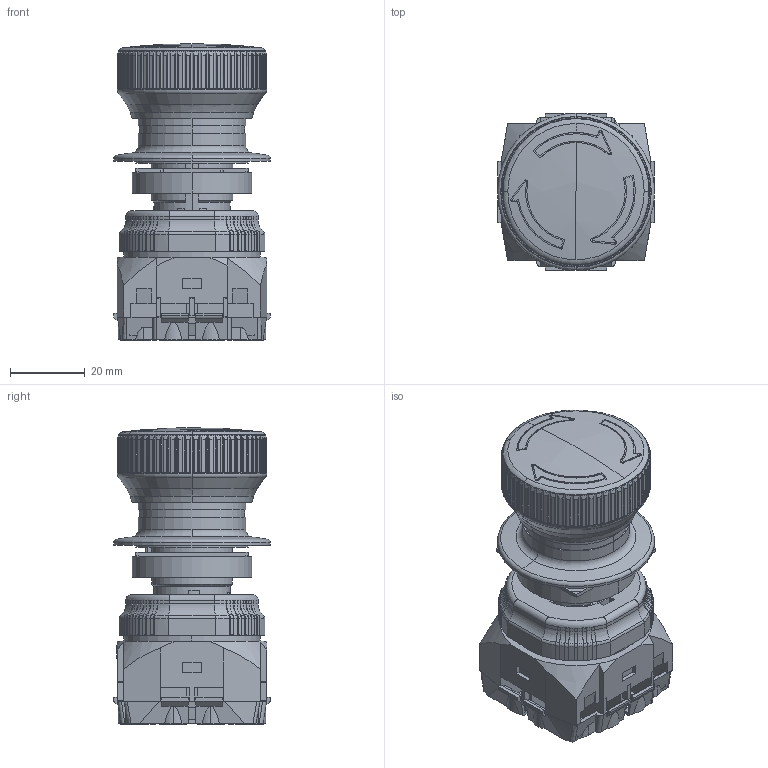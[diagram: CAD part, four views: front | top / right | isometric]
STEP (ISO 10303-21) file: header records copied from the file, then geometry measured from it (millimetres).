
FILE_DESCRIPTION (( 'STEP AP203' ), '1' );
FILE_NAME ('AR22VQL-01EAR.step', '2022-08-18T16:12:01', ( '' ), ( '' ), 'SwSTEP 2.0', 'SolidWorks 2021', '' );
FILE_SCHEMA (( 'CONFIG_CONTROL_DESIGN' ));
Length unit declared in the file: inch
Products named in the file (1): AR22VQL-01EAR
Bounding box: 42 x 42 x 79.38 mm (x, y, z)
Volume: 62438.6 mm3; surface area: 34708.3 mm2
Topology: 8 solids, 8 shells, 1459 faces, 4103 edges, 2695 vertices
Faces by surface type: plane 645, cylinder 600, cone 136, torus 60, bspline 10, sphere 8
Entity records: 50113 total; most frequent: CARTESIAN_POINT 12702, ORIENTED_EDGE 8206, DIRECTION 7439, EDGE_CURVE 4103, VERTEX_POINT 2695, AXIS2_PLACEMENT_3D 2630, VECTOR 2179, LINE 2179
